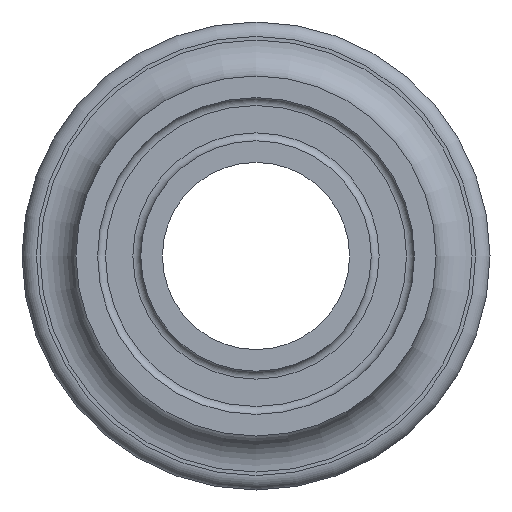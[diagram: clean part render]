
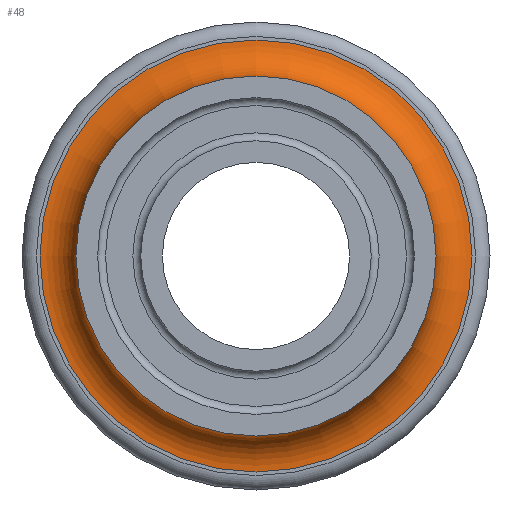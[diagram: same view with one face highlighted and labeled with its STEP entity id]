
A CAD part, left-side view. The second image highlights one B-rep face of the part: STEP entity #48.
In plain terms, the highlighted toroidal (fillet/blend) face has major radius 30 mm and minor radius 5 mm.
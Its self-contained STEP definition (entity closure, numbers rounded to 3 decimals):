
#48 = ADVANCED_FACE( '', ( #113, #114 ), #115, .F. );
#113 = FACE_OUTER_BOUND( '', #216, .T. );
#114 = FACE_OUTER_BOUND( '', #217, .T. );
#115 = TOROIDAL_SURFACE( '', #218, 30., 5. );
#216 = EDGE_LOOP( '', ( #313 ) );
#217 = EDGE_LOOP( '', ( #314 ) );
#218 = AXIS2_PLACEMENT_3D( '', #315, #316, #317 );
#313 = ORIENTED_EDGE( '', *, *, #457, .F. );
#314 = ORIENTED_EDGE( '', *, *, #458, .T. );
#315 = CARTESIAN_POINT( '', ( -30., 0., 0. ) );
#316 = DIRECTION( '', ( 1., 0., 0. ) );
#317 = DIRECTION( '', ( 0., 0., -1. ) );
#457 = EDGE_CURVE( '', #505, #505, #506, .T. );
#458 = EDGE_CURVE( '', #507, #507, #508, .T. );
#505 = VERTEX_POINT( '', #577 );
#506 = CIRCLE( '', #578, 30. );
#507 = VERTEX_POINT( '', #579 );
#508 = CIRCLE( '', #580, 25. );
#577 = CARTESIAN_POINT( '', ( -25., 0., -30. ) );
#578 = AXIS2_PLACEMENT_3D( '', #648, #649, #650 );
#579 = CARTESIAN_POINT( '', ( -30., 0., -25. ) );
#580 = AXIS2_PLACEMENT_3D( '', #651, #652, #653 );
#648 = CARTESIAN_POINT( '', ( -25., 0., 0. ) );
#649 = DIRECTION( '', ( 1., 0., 0. ) );
#650 = DIRECTION( '', ( 0., 0., -1. ) );
#651 = CARTESIAN_POINT( '', ( -30., 0., 0. ) );
#652 = DIRECTION( '', ( 1., 0., 0. ) );
#653 = DIRECTION( '', ( 0., 0., -1. ) );
